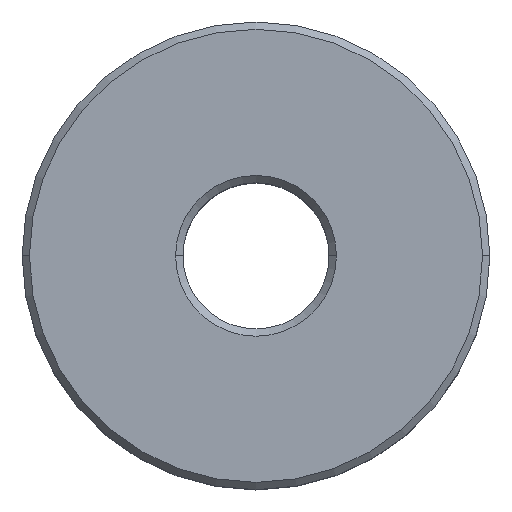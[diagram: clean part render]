
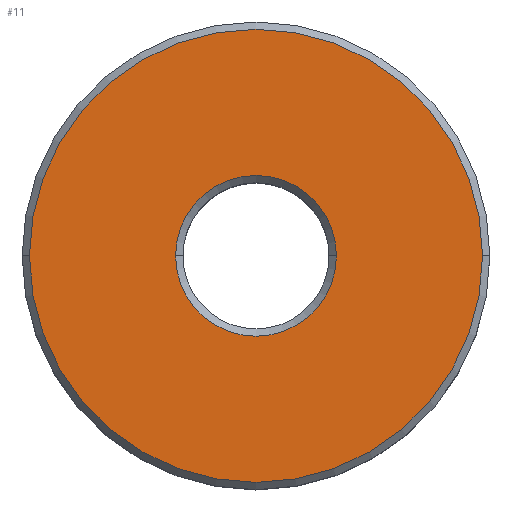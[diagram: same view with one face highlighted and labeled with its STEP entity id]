
A CAD part, top view. The second image highlights one B-rep face of the part: STEP entity #11.
In plain terms, the highlighted planar face has unit normal (0, 0, 1).
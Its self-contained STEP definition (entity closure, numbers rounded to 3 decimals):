
#11 = ADVANCED_FACE ( 'NONE', ( #228, #362 ), #363, .T. ) ;
#30 = EDGE_LOOP ( 'NONE', ( #39, #291 ) ) ;
#39 = ORIENTED_EDGE ( 'NONE', *, *, #42, .T. ) ;
#42 = EDGE_CURVE ( 'NONE', #77, #134, #182, .T. ) ;
#77 = VERTEX_POINT ( 'NONE', #506 ) ;
#78 = EDGE_CURVE ( 'NONE', #134, #77, #457, .T. ) ;
#134 = VERTEX_POINT ( 'NONE', #493 ) ;
#139 = VERTEX_POINT ( 'NONE', #475 ) ;
#140 = VERTEX_POINT ( 'NONE', #369 ) ;
#156 = EDGE_CURVE ( 'NONE', #139, #140, #460, .T. ) ;
#182 = CIRCLE ( 'NONE', #336, 15.5 ) ;
#193 = EDGE_LOOP ( 'NONE', ( #296, #355 ) ) ;
#200 = DIRECTION ( 'NONE',  ( 1., 0., 0. ) ) ;
#201 = DIRECTION ( 'NONE',  ( 0., 0., 1. ) ) ;
#202 = CARTESIAN_POINT ( 'NONE',  ( 0., 0., 0. ) ) ;
#219 = AXIS2_PLACEMENT_3D ( 'NONE', #202, #201, #200 ) ;
#228 = FACE_OUTER_BOUND ( 'NONE', #30, .T. ) ;
#291 = ORIENTED_EDGE ( 'NONE', *, *, #78, .T. ) ;
#292 = EDGE_CURVE ( 'NONE', #140, #139, #557, .T. ) ;
#296 = ORIENTED_EDGE ( 'NONE', *, *, #156, .T. ) ;
#333 = DIRECTION ( 'NONE',  ( 1., 0., 0. ) ) ;
#334 = DIRECTION ( 'NONE',  ( 0., 0., 1. ) ) ;
#335 = CARTESIAN_POINT ( 'NONE',  ( 0., 0., 0. ) ) ;
#336 = AXIS2_PLACEMENT_3D ( 'NONE', #335, #334, #333 ) ;
#355 = ORIENTED_EDGE ( 'NONE', *, *, #292, .T. ) ;
#362 = FACE_BOUND ( 'NONE', #193, .T. ) ;
#363 = PLANE ( 'NONE',  #219 ) ;
#369 = CARTESIAN_POINT ( 'NONE',  ( -5.5, 0., 0. ) ) ;
#378 = DIRECTION ( 'NONE',  ( 1., 0., 0. ) ) ;
#379 = DIRECTION ( 'NONE',  ( 0., 0., 1. ) ) ;
#380 = CARTESIAN_POINT ( 'NONE',  ( 0., 0., 0. ) ) ;
#413 = DIRECTION ( 'NONE',  ( 1., 0., 0. ) ) ;
#414 = DIRECTION ( 'NONE',  ( 0., 0., -1. ) ) ;
#415 = CARTESIAN_POINT ( 'NONE',  ( 0., 0., 0. ) ) ;
#416 = AXIS2_PLACEMENT_3D ( 'NONE', #415, #414, #413 ) ;
#433 = AXIS2_PLACEMENT_3D ( 'NONE', #380, #379, #378 ) ;
#457 = CIRCLE ( 'NONE', #433, 15.5 ) ;
#460 = CIRCLE ( 'NONE', #416, 5.5 ) ;
#475 = CARTESIAN_POINT ( 'NONE',  ( 5.5, 0., 0. ) ) ;
#493 = CARTESIAN_POINT ( 'NONE',  ( 15.5, 0., 0. ) ) ;
#506 = CARTESIAN_POINT ( 'NONE',  ( -15.5, 0., 0. ) ) ;
#556 = CARTESIAN_POINT ( 'NONE',  ( 0., 0., 0. ) ) ;
#557 = CIRCLE ( 'NONE', #606, 5.5 ) ;
#570 = DIRECTION ( 'NONE',  ( 1., 0., 0. ) ) ;
#571 = DIRECTION ( 'NONE',  ( 0., 0., -1. ) ) ;
#606 = AXIS2_PLACEMENT_3D ( 'NONE', #556, #571, #570 ) ;
